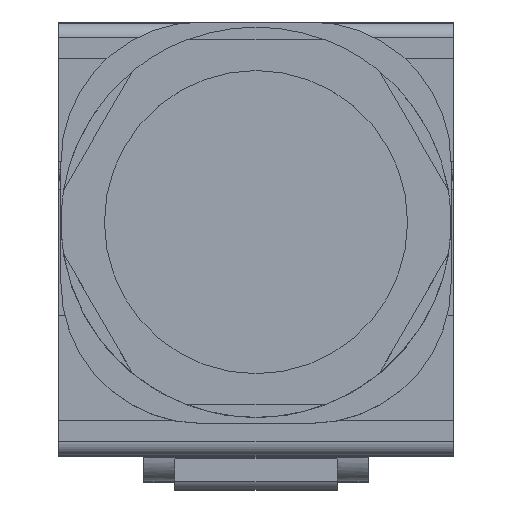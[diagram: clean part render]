
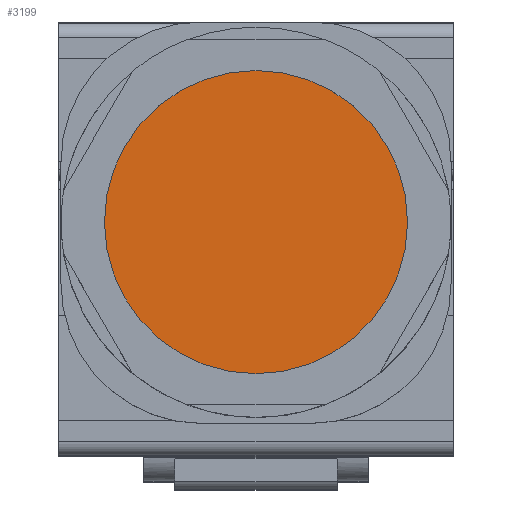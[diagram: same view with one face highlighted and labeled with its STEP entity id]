
A CAD part, top view. The second image highlights one B-rep face of the part: STEP entity #3199.
In plain terms, the highlighted planar face has unit normal (0, 0, 1).
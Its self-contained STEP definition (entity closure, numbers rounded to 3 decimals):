
#2511=AXIS2_PLACEMENT_3D('Circle Axis2P3D',#2509,#2510,$) ;
#2523=AXIS2_PLACEMENT_3D('Circle Axis2P3D',#2521,#2522,$) ;
#3193=AXIS2_PLACEMENT_3D('Plane Axis2P3D',#3190,#3191,#3192) ;
#2499=CARTESIAN_POINT('Vertex',(7.022,4.081,55.45)) ;
#2506=CARTESIAN_POINT('Vertex',(7.022,14.883,55.45)) ;
#2509=CARTESIAN_POINT('Axis2P3D Location',(7.022,9.482,55.45)) ;
#2521=CARTESIAN_POINT('Axis2P3D Location',(7.022,9.482,55.45)) ;
#3190=CARTESIAN_POINT('Axis2P3D Location',(7.022,7.532,55.45)) ;
#2510=DIRECTION('Axis2P3D Direction',(0.,0.,1.)) ;
#2522=DIRECTION('Axis2P3D Direction',(0.,0.,1.)) ;
#3191=DIRECTION('Axis2P3D Direction',(0.,0.,1.)) ;
#3192=DIRECTION('Axis2P3D XDirection',(-1.,0.,0.)) ;
#3196=ORIENTED_EDGE('',*,*,#2513,.T.) ;
#3197=ORIENTED_EDGE('',*,*,#2525,.T.) ;
#3199=ADVANCED_FACE('Hauptk\X2\00F6\X0\rper',(#3198),#3194,.T.) ;
#2512=CIRCLE('generated circle',#2511,5.401) ;
#2524=CIRCLE('generated circle',#2523,5.401) ;
#2513=EDGE_CURVE('',#2500,#2507,#2512,.T.) ;
#2525=EDGE_CURVE('',#2507,#2500,#2524,.T.) ;
#3195=EDGE_LOOP('',(#3196,#3197)) ;
#3198=FACE_OUTER_BOUND('',#3195,.T.) ;
#3194=PLANE('',#3193) ;
#2500=VERTEX_POINT('',#2499) ;
#2507=VERTEX_POINT('',#2506) ;
